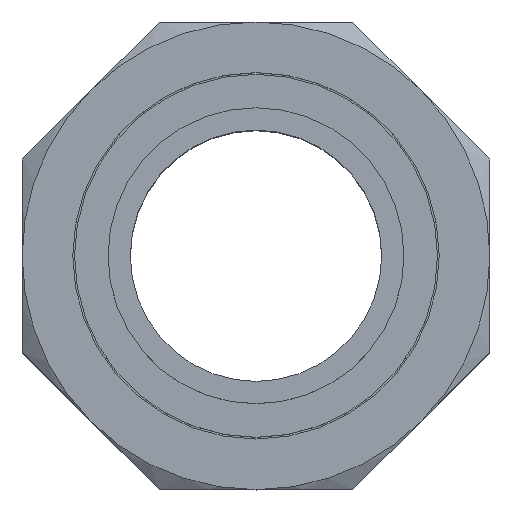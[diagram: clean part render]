
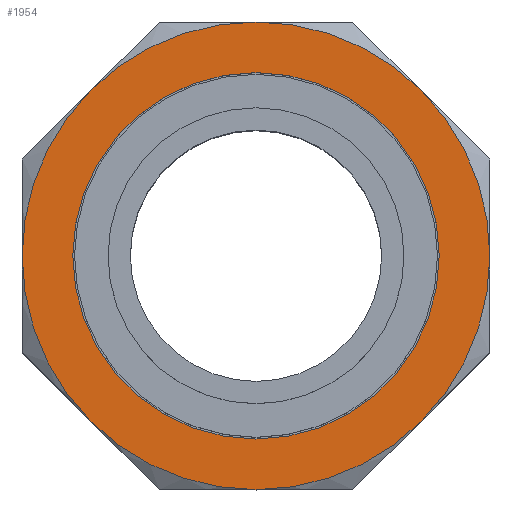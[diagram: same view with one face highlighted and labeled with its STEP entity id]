
A CAD part, top view. The second image highlights one B-rep face of the part: STEP entity #1954.
In plain terms, the highlighted planar face has unit normal (0, 0, 1).
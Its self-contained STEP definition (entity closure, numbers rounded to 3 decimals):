
#27 = EDGE_CURVE ( 'NONE', #30, #40, #2334, .T. ) ;
#30 = VERTEX_POINT ( 'NONE', #2328 ) ;
#40 = VERTEX_POINT ( 'NONE', #2360 ) ;
#41 = EDGE_CURVE ( 'NONE', #40, #182, #2350, .T. ) ;
#51 = VERTEX_POINT ( 'NONE', #2397 ) ;
#79 = EDGE_CURVE ( 'NONE', #51, #30, #198, .T. ) ;
#118 = VERTEX_POINT ( 'NONE', #287 ) ;
#120 = EDGE_CURVE ( 'NONE', #118, #51, #276, .T. ) ;
#125 = VERTEX_POINT ( 'NONE', #317 ) ;
#166 = EDGE_CURVE ( 'NONE', #125, #176, #421, .T. ) ;
#169 = EDGE_CURVE ( 'NONE', #176, #172, #407, .T. ) ;
#172 = VERTEX_POINT ( 'NONE', #400 ) ;
#176 = VERTEX_POINT ( 'NONE', #447 ) ;
#181 = EDGE_CURVE ( 'NONE', #182, #125, #471, .T. ) ;
#182 = VERTEX_POINT ( 'NONE', #478 ) ;
#194 = DIRECTION ( 'NONE',  ( 1., 0., 0. ) ) ;
#195 = DIRECTION ( 'NONE',  ( 0., 0., 1. ) ) ;
#196 = CARTESIAN_POINT ( 'NONE',  ( 0., 0., 13.5 ) ) ;
#197 = AXIS2_PLACEMENT_3D ( 'NONE', #196, #195, #194 ) ;
#198 = CIRCLE ( 'NONE', #197, 33.5 ) ;
#276 = CIRCLE ( 'NONE', #284, 33.5 ) ;
#283 = CARTESIAN_POINT ( 'NONE',  ( 0., 0., 13.5 ) ) ;
#284 = AXIS2_PLACEMENT_3D ( 'NONE', #283, #331, #330 ) ;
#287 = CARTESIAN_POINT ( 'NONE',  ( -23.688, -23.688, 13.5 ) ) ;
#317 = CARTESIAN_POINT ( 'NONE',  ( 0., 33.5, 13.5 ) ) ;
#330 = DIRECTION ( 'NONE',  ( 1., 0., 0. ) ) ;
#331 = DIRECTION ( 'NONE',  ( 0., 0., 1. ) ) ;
#400 = CARTESIAN_POINT ( 'NONE',  ( -33.5, 0., 13.5 ) ) ;
#403 = DIRECTION ( 'NONE',  ( 1., 0., 0. ) ) ;
#404 = DIRECTION ( 'NONE',  ( 0., 0., 1. ) ) ;
#405 = CARTESIAN_POINT ( 'NONE',  ( 0., 0., 13.5 ) ) ;
#406 = AXIS2_PLACEMENT_3D ( 'NONE', #405, #404, #403 ) ;
#407 = CIRCLE ( 'NONE', #406, 33.5 ) ;
#409 = DIRECTION ( 'NONE',  ( 1., 0., 0. ) ) ;
#410 = DIRECTION ( 'NONE',  ( 0., 0., 1. ) ) ;
#411 = CARTESIAN_POINT ( 'NONE',  ( 0., 0., 13.5 ) ) ;
#412 = AXIS2_PLACEMENT_3D ( 'NONE', #411, #410, #409 ) ;
#421 = CIRCLE ( 'NONE', #412, 33.5 ) ;
#447 = CARTESIAN_POINT ( 'NONE',  ( -23.688, 23.688, 13.5 ) ) ;
#467 = DIRECTION ( 'NONE',  ( 1., 0., 0. ) ) ;
#468 = DIRECTION ( 'NONE',  ( 0., 0., 1. ) ) ;
#469 = CARTESIAN_POINT ( 'NONE',  ( 0., 0., 13.5 ) ) ;
#470 = AXIS2_PLACEMENT_3D ( 'NONE', #469, #468, #467 ) ;
#471 = CIRCLE ( 'NONE', #470, 33.5 ) ;
#478 = CARTESIAN_POINT ( 'NONE',  ( 23.688, 23.688, 13.5 ) ) ;
#551 = CARTESIAN_POINT ( 'NONE',  ( -26.25, 0., 13.5 ) ) ;
#607 = CARTESIAN_POINT ( 'NONE',  ( 26.25, 0., 13.5 ) ) ;
#608 = DIRECTION ( 'NONE',  ( 1., 0., 0. ) ) ;
#609 = DIRECTION ( 'NONE',  ( 0., 0., 1. ) ) ;
#610 = CARTESIAN_POINT ( 'NONE',  ( 0., 0., 13.5 ) ) ;
#611 = AXIS2_PLACEMENT_3D ( 'NONE', #610, #609, #608 ) ;
#612 = CIRCLE ( 'NONE', #611, 26.25 ) ;
#756 = AXIS2_PLACEMENT_3D ( 'NONE', #758, #822, #821 ) ;
#758 = CARTESIAN_POINT ( 'NONE',  ( 0., 33.5, 13.5 ) ) ;
#759 = PLANE ( 'NONE',  #756 ) ;
#760 = FACE_OUTER_BOUND ( 'NONE', #1958, .T. ) ;
#761 = FACE_BOUND ( 'NONE', #1955, .T. ) ;
#762 = DIRECTION ( 'NONE',  ( 1., 0., 0. ) ) ;
#763 = DIRECTION ( 'NONE',  ( 0., 0., 1. ) ) ;
#764 = AXIS2_PLACEMENT_3D ( 'NONE', #771, #763, #762 ) ;
#765 = CIRCLE ( 'NONE', #764, 26.25 ) ;
#771 = CARTESIAN_POINT ( 'NONE',  ( 0., 0., 13.5 ) ) ;
#821 = DIRECTION ( 'NONE',  ( -1., 0., 0. ) ) ;
#822 = DIRECTION ( 'NONE',  ( 0., 0., -1. ) ) ;
#1285 = CIRCLE ( 'NONE', #1334, 33.5 ) ;
#1287 = CARTESIAN_POINT ( 'NONE',  ( 0., 0., 13.5 ) ) ;
#1332 = DIRECTION ( 'NONE',  ( 1., 0., 0. ) ) ;
#1333 = DIRECTION ( 'NONE',  ( 0., 0., 1. ) ) ;
#1334 = AXIS2_PLACEMENT_3D ( 'NONE', #1287, #1333, #1332 ) ;
#1819 = VERTEX_POINT ( 'NONE', #551 ) ;
#1849 = EDGE_CURVE ( 'NONE', #1819, #1851, #612, .T. ) ;
#1851 = VERTEX_POINT ( 'NONE', #607 ) ;
#1937 = ORIENTED_EDGE ( 'NONE', *, *, #181, .T. ) ;
#1938 = ORIENTED_EDGE ( 'NONE', *, *, #166, .T. ) ;
#1939 = ORIENTED_EDGE ( 'NONE', *, *, #169, .T. ) ;
#1940 = ORIENTED_EDGE ( 'NONE', *, *, #2456, .T. ) ;
#1941 = ORIENTED_EDGE ( 'NONE', *, *, #120, .T. ) ;
#1942 = ORIENTED_EDGE ( 'NONE', *, *, #79, .T. ) ;
#1943 = ORIENTED_EDGE ( 'NONE', *, *, #27, .T. ) ;
#1953 = EDGE_CURVE ( 'NONE', #1851, #1819, #765, .T. ) ;
#1954 = ADVANCED_FACE ( 'NONE', ( #761, #760 ), #759, .F. ) ;
#1955 = EDGE_LOOP ( 'NONE', ( #1956, #1957 ) ) ;
#1956 = ORIENTED_EDGE ( 'NONE', *, *, #1953, .F. ) ;
#1957 = ORIENTED_EDGE ( 'NONE', *, *, #1849, .F. ) ;
#1958 = EDGE_LOOP ( 'NONE', ( #1959, #1937, #1938, #1939, #1940, #1941, #1942, #1943 ) ) ;
#1959 = ORIENTED_EDGE ( 'NONE', *, *, #41, .T. ) ;
#2328 = CARTESIAN_POINT ( 'NONE',  ( 23.688, -23.688, 13.5 ) ) ;
#2330 = DIRECTION ( 'NONE',  ( 1., 0., 0. ) ) ;
#2331 = DIRECTION ( 'NONE',  ( 0., 0., 1. ) ) ;
#2332 = CARTESIAN_POINT ( 'NONE',  ( 0., 0., 13.5 ) ) ;
#2333 = AXIS2_PLACEMENT_3D ( 'NONE', #2332, #2331, #2330 ) ;
#2334 = CIRCLE ( 'NONE', #2333, 33.5 ) ;
#2346 = DIRECTION ( 'NONE',  ( 1., 0., 0. ) ) ;
#2347 = DIRECTION ( 'NONE',  ( 0., 0., 1. ) ) ;
#2348 = CARTESIAN_POINT ( 'NONE',  ( 0., 0., 13.5 ) ) ;
#2349 = AXIS2_PLACEMENT_3D ( 'NONE', #2348, #2347, #2346 ) ;
#2350 = CIRCLE ( 'NONE', #2349, 33.5 ) ;
#2360 = CARTESIAN_POINT ( 'NONE',  ( 33.5, 0., 13.5 ) ) ;
#2397 = CARTESIAN_POINT ( 'NONE',  ( 0., -33.5, 13.5 ) ) ;
#2456 = EDGE_CURVE ( 'NONE', #172, #118, #1285, .T. ) ;
